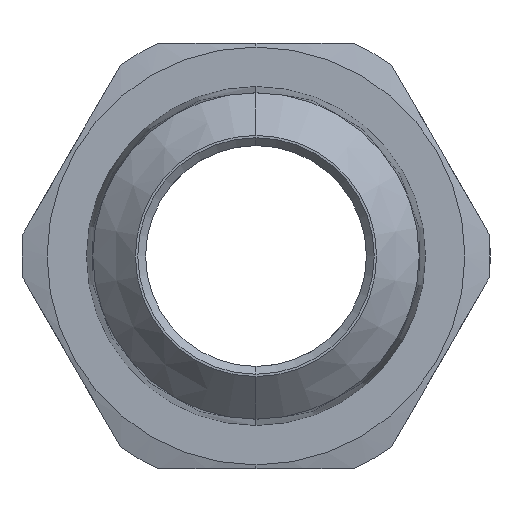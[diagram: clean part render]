
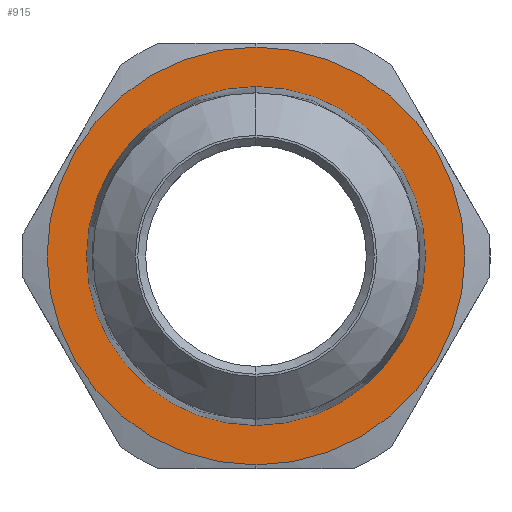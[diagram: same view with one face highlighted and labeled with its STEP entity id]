
A CAD part, left-side view. The second image highlights one B-rep face of the part: STEP entity #915.
In plain terms, the highlighted planar face has unit normal (-1, 0, 0).
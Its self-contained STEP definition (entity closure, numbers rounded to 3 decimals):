
#7 = DIRECTION ( 'NONE',  ( 0., 0., 1. ) ) ;
#17 = DIRECTION ( 'NONE',  ( -1., 0., 0. ) ) ;
#66 = CARTESIAN_POINT ( 'NONE',  ( 20.2, 0., 0. ) ) ;
#73 = EDGE_CURVE ( 'NONE', #1136, #1978, #140, .T. ) ;
#80 = EDGE_CURVE ( 'NONE', #553, #496, #1786, .T. ) ;
#140 = CIRCLE ( 'NONE', #1590, 10.75 ) ;
#260 = DIRECTION ( 'NONE',  ( 0., 0., 1. ) ) ;
#467 = DIRECTION ( 'NONE',  ( -1., 0., 0. ) ) ;
#496 = VERTEX_POINT ( 'NONE', #2016 ) ;
#543 = DIRECTION ( 'NONE',  ( -1., 0., 0. ) ) ;
#553 = VERTEX_POINT ( 'NONE', #1716 ) ;
#573 = FACE_OUTER_BOUND ( 'NONE', #901, .T. ) ;
#695 = ORIENTED_EDGE ( 'NONE', *, *, #80, .T. ) ;
#748 = ORIENTED_EDGE ( 'NONE', *, *, #2049, .T. ) ;
#758 = CIRCLE ( 'NONE', #1577, 10.75 ) ;
#893 = CARTESIAN_POINT ( 'NONE',  ( 20.2, 0., -10.75 ) ) ;
#901 = EDGE_LOOP ( 'NONE', ( #695, #748 ) ) ;
#915 = ADVANCED_FACE ( 'NONE', ( #573, #948 ), #2041, .T. ) ;
#948 = FACE_BOUND ( 'NONE', #1412, .T. ) ;
#1020 = DIRECTION ( 'NONE',  ( -1., 0., 0. ) ) ;
#1026 = CARTESIAN_POINT ( 'NONE',  ( 20.2, 0., 0. ) ) ;
#1039 = ORIENTED_EDGE ( 'NONE', *, *, #73, .F. ) ;
#1136 = VERTEX_POINT ( 'NONE', #893 ) ;
#1154 = DIRECTION ( 'NONE',  ( 0., 0., 1. ) ) ;
#1195 = DIRECTION ( 'NONE',  ( -1., 0., 0. ) ) ;
#1242 = CARTESIAN_POINT ( 'NONE',  ( 20.2, 0., 10.75 ) ) ;
#1362 = CARTESIAN_POINT ( 'NONE',  ( 20.2, 0., -10.75 ) ) ;
#1407 = ORIENTED_EDGE ( 'NONE', *, *, #2097, .F. ) ;
#1412 = EDGE_LOOP ( 'NONE', ( #1407, #1039 ) ) ;
#1438 = CARTESIAN_POINT ( 'NONE',  ( 20.2, 0., 0. ) ) ;
#1528 = DIRECTION ( 'NONE',  ( 0., 0., 1. ) ) ;
#1568 = AXIS2_PLACEMENT_3D ( 'NONE', #1961, #1020, #7 ) ;
#1577 = AXIS2_PLACEMENT_3D ( 'NONE', #66, #1195, #260 ) ;
#1590 = AXIS2_PLACEMENT_3D ( 'NONE', #1438, #543, #1601 ) ;
#1601 = DIRECTION ( 'NONE',  ( 0., 0., 1. ) ) ;
#1606 = AXIS2_PLACEMENT_3D ( 'NONE', #1026, #17, #1154 ) ;
#1691 = CIRCLE ( 'NONE', #1606, 13.25 ) ;
#1716 = CARTESIAN_POINT ( 'NONE',  ( 20.2, 0., -13.25 ) ) ;
#1786 = CIRCLE ( 'NONE', #1568, 13.25 ) ;
#1814 = AXIS2_PLACEMENT_3D ( 'NONE', #1362, #467, #1528 ) ;
#1961 = CARTESIAN_POINT ( 'NONE',  ( 20.2, 0., 0. ) ) ;
#1978 = VERTEX_POINT ( 'NONE', #1242 ) ;
#2016 = CARTESIAN_POINT ( 'NONE',  ( 20.2, 0., 13.25 ) ) ;
#2041 = PLANE ( 'NONE',  #1814 ) ;
#2049 = EDGE_CURVE ( 'NONE', #496, #553, #1691, .T. ) ;
#2097 = EDGE_CURVE ( 'NONE', #1978, #1136, #758, .T. ) ;
